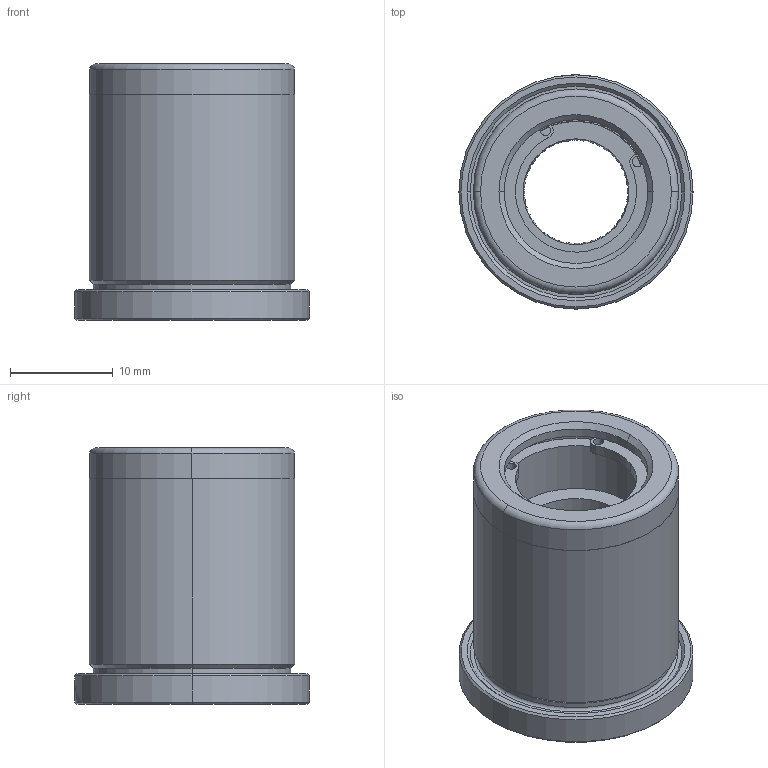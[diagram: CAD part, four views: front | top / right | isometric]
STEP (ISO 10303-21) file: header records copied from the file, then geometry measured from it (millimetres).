
FILE_DESCRIPTION (( 'STEP AP214' ), '1' );
FILE_NAME ('GBBF-D20-d10-L25.STEP', '2021-08-06T08:49:26', ( 'User' ), ( 'china' ), 'SwSTEP 2.0', 'SolidWorks 2016', '' );
FILE_SCHEMA (( 'AUTOMOTIVE_DESIGN' ));
Length unit declared in the file: millimetre
Products named in the file (6): BSH紩杶-d10-L15; 球-D2; GBBL囀縐-D14.8; GBBF-D20-L25; GBBF-D20-d10-L25
Assembly tree (53 placements, depth 3):
  GBBF-D20-d10-L25
    GBBF-D20-L25
    GBBL囀縐-D14.8  x2
    BSH紩杶-d10-L15
      BSH紩杶-d10-L15
      球-D2  x48
Bounding box: 22.8 x 22.8 x 25 mm (x, y, z)
Volume: 5073.4 mm3; surface area: 6063.7 mm2
Topology: 52 solids, 52 shells, 291 faces, 1118 edges, 740 vertices
Faces by surface type: sphere 192, cylinder 60, plane 23, cone 12, torus 4
Entity records: 9121 total; most frequent: CARTESIAN_POINT 3980, ORIENTED_EDGE 1010, DIRECTION 943, EDGE_CURVE 505, AXIS2_PLACEMENT_3D 431, VERTEX_POINT 332, EDGE_LOOP 287, B_SPLINE_CURVE_WITH_KNOTS 228
